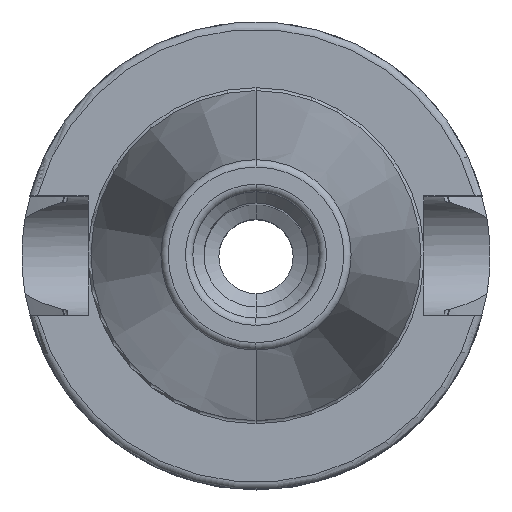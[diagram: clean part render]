
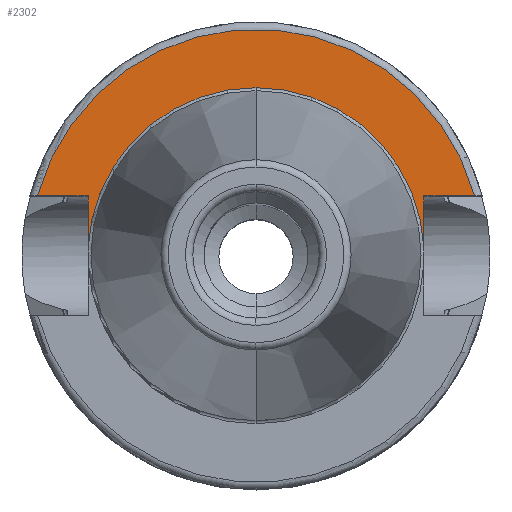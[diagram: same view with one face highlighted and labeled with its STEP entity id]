
A CAD part, top view. The second image highlights one B-rep face of the part: STEP entity #2302.
In plain terms, the highlighted planar face has unit normal (0, 0, 1).
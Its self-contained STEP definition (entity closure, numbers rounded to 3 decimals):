
#664=DIRECTION('',(0,1,0));
#665=VECTOR('',#664,6.987);
#666=CARTESIAN_POINT('',(-22.6,1.063,25));
#667=LINE('',#666,#665);
#668=DIRECTION('',(1,0,0));
#669=VECTOR('',#668,6.818);
#670=CARTESIAN_POINT('',(-29.418,8.05,25));
#671=LINE('',#670,#669);
#672=DIRECTION('',(-1,0,0));
#673=VECTOR('',#672,6.818);
#674=CARTESIAN_POINT('',(29.418,8.05,25));
#675=LINE('',#674,#673);
#676=DIRECTION('',(0,-1,0));
#677=VECTOR('',#676,6.987);
#678=CARTESIAN_POINT('',(22.6,8.05,25));
#679=LINE('',#678,#677);
#686=CARTESIAN_POINT('',(0,0,25));
#687=DIRECTION('',(0,0,1));
#688=DIRECTION('',(0,1,0));
#689=AXIS2_PLACEMENT_3D('',#686,#687,#688);
#717=CARTESIAN_POINT('',(0,0,25));
#718=DIRECTION('',(0,0,-1));
#719=DIRECTION('',(0,1,0));
#720=AXIS2_PLACEMENT_3D('',#717,#718,#719);
#769=CARTESIAN_POINT('',(0,0,25));
#770=DIRECTION('',(0,0,1));
#771=DIRECTION('',(0.965,0.264,0));
#772=AXIS2_PLACEMENT_3D('',#769,#770,#771);
#1401=CARTESIAN_POINT('',(-22.6,1.063,25));
#1402=CARTESIAN_POINT('',(-22.6,8.05,25));
#1403=VERTEX_POINT('',#1401);
#1404=VERTEX_POINT('',#1402);
#1405=CARTESIAN_POINT('',(-29.418,8.05,25));
#1406=VERTEX_POINT('',#1405);
#1407=CARTESIAN_POINT('',(22.6,8.05,25));
#1408=CARTESIAN_POINT('',(22.6,1.063,25));
#1409=VERTEX_POINT('',#1407);
#1410=VERTEX_POINT('',#1408);
#1417=CARTESIAN_POINT('',(29.418,8.05,25));
#1418=VERTEX_POINT('',#1417);
#1465=CARTESIAN_POINT('',(0,22.625,25));
#1467=VERTEX_POINT('',#1465);
#2283=CARTESIAN_POINT('',(0,0,25));
#2284=DIRECTION('',(0,0,-1));
#2285=DIRECTION('',(0,-1,0));
#2286=AXIS2_PLACEMENT_3D('',#2283,#2284,#2285);
#2287=PLANE('',#2286);
#2288=ORIENTED_EDGE('',*,*,#2040,.T.);
#2289=ORIENTED_EDGE('',*,*,#2069,.F.);
#2291=ORIENTED_EDGE('',*,*,#2290,.F.);
#2293=ORIENTED_EDGE('',*,*,#2292,.T.);
#2295=ORIENTED_EDGE('',*,*,#2294,.T.);
#2297=ORIENTED_EDGE('',*,*,#2296,.F.);
#2299=ORIENTED_EDGE('',*,*,#2298,.T.);
#2300=EDGE_LOOP('',(#2288,#2289,#2291,#2293,#2295,#2297,#2299));
#2301=FACE_OUTER_BOUND('',#2300,.F.);
#2302=ADVANCED_FACE('',(#2301),#2287,.F.);
#690=CIRCLE('',#689,22.625);
#721=CIRCLE('',#720,22.625);
#773=CIRCLE('',#772,30.5);
#2040=EDGE_CURVE('',#1403,#1404,#667,.T.);
#2069=EDGE_CURVE('',#1406,#1404,#671,.T.);
#2290=EDGE_CURVE('',#1418,#1406,#773,.T.);
#2292=EDGE_CURVE('',#1418,#1409,#675,.T.);
#2294=EDGE_CURVE('',#1409,#1410,#679,.T.);
#2296=EDGE_CURVE('',#1467,#1410,#721,.T.);
#2298=EDGE_CURVE('',#1467,#1403,#690,.T.);
